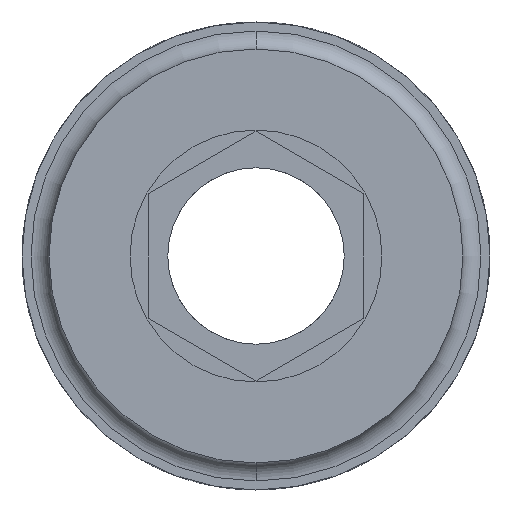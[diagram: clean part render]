
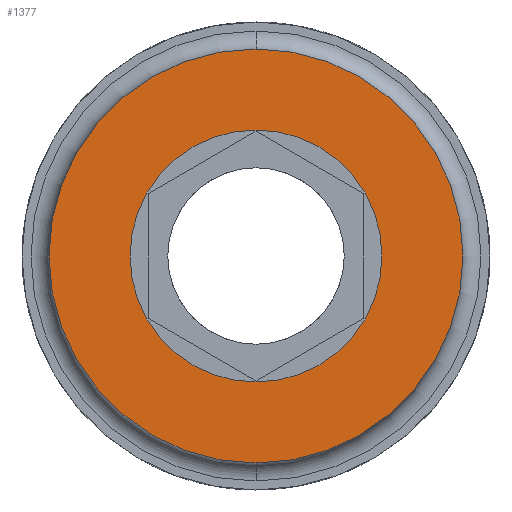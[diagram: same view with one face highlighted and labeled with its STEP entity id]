
A CAD part, front view. The second image highlights one B-rep face of the part: STEP entity #1377.
In plain terms, the highlighted planar face has unit normal (0, -1, 0).
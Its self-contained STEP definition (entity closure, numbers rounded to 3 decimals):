
#93 = EDGE_LOOP ( 'NONE', ( #927, #1122 ) ) ;
#96 = EDGE_LOOP ( 'NONE', ( #1294, #305 ) ) ;
#116 = AXIS2_PLACEMENT_3D ( 'NONE', #747, #741, #623 ) ;
#136 = DIRECTION ( 'NONE',  ( 0., -1., 0. ) ) ;
#174 = CARTESIAN_POINT ( 'NONE',  ( 0., 0., 0. ) ) ;
#305 = ORIENTED_EDGE ( 'NONE', *, *, #1295, .F. ) ;
#388 = AXIS2_PLACEMENT_3D ( 'NONE', #477, #473, #464 ) ;
#400 = CARTESIAN_POINT ( 'NONE',  ( 0., 0., -3.5 ) ) ;
#437 = EDGE_CURVE ( 'NONE', #1497, #1448, #751, .T. ) ;
#464 = DIRECTION ( 'NONE',  ( 0., 0., -1. ) ) ;
#473 = DIRECTION ( 'NONE',  ( 0., -1., 0. ) ) ;
#475 = DIRECTION ( 'NONE',  ( 0., -1., 0. ) ) ;
#477 = CARTESIAN_POINT ( 'NONE',  ( 0., 0., 0. ) ) ;
#482 = DIRECTION ( 'NONE',  ( 0., 0., -1. ) ) ;
#514 = DIRECTION ( 'NONE',  ( 0., 0., -1. ) ) ;
#524 = EDGE_CURVE ( 'NONE', #1399, #1379, #627, .T. ) ;
#597 = PLANE ( 'NONE',  #116 ) ;
#599 = CARTESIAN_POINT ( 'NONE',  ( 0., 0., 0. ) ) ;
#608 = CIRCLE ( 'NONE', #783, 3.5 ) ;
#623 = DIRECTION ( 'NONE',  ( 0., 0., 1. ) ) ;
#627 = CIRCLE ( 'NONE', #1403, 3.5 ) ;
#741 = DIRECTION ( 'NONE',  ( 0., 1., 0. ) ) ;
#747 = CARTESIAN_POINT ( 'NONE',  ( 0., 0., 0. ) ) ;
#751 = CIRCLE ( 'NONE', #831, 5.75 ) ;
#783 = AXIS2_PLACEMENT_3D ( 'NONE', #174, #136, #514 ) ;
#802 = FACE_BOUND ( 'NONE', #96, .T. ) ;
#831 = AXIS2_PLACEMENT_3D ( 'NONE', #599, #475, #482 ) ;
#858 = DIRECTION ( 'NONE',  ( 0., 0., -1. ) ) ;
#863 = DIRECTION ( 'NONE',  ( 0., -1., 0. ) ) ;
#871 = CARTESIAN_POINT ( 'NONE',  ( 0., 0., 0. ) ) ;
#927 = ORIENTED_EDGE ( 'NONE', *, *, #957, .T. ) ;
#957 = EDGE_CURVE ( 'NONE', #1448, #1497, #1477, .T. ) ;
#1122 = ORIENTED_EDGE ( 'NONE', *, *, #437, .T. ) ;
#1140 = FACE_OUTER_BOUND ( 'NONE', #93, .T. ) ;
#1294 = ORIENTED_EDGE ( 'NONE', *, *, #524, .F. ) ;
#1295 = EDGE_CURVE ( 'NONE', #1379, #1399, #608, .T. ) ;
#1377 = ADVANCED_FACE ( 'NONE', ( #802, #1140 ), #597, .F. ) ;
#1379 = VERTEX_POINT ( 'NONE', #1492 ) ;
#1399 = VERTEX_POINT ( 'NONE', #400 ) ;
#1403 = AXIS2_PLACEMENT_3D ( 'NONE', #871, #863, #858 ) ;
#1427 = CARTESIAN_POINT ( 'NONE',  ( 0., 0., -5.75 ) ) ;
#1448 = VERTEX_POINT ( 'NONE', #1427 ) ;
#1477 = CIRCLE ( 'NONE', #388, 5.75 ) ;
#1492 = CARTESIAN_POINT ( 'NONE',  ( 0., 0., 3.5 ) ) ;
#1497 = VERTEX_POINT ( 'NONE', #1503 ) ;
#1503 = CARTESIAN_POINT ( 'NONE',  ( 0., 0., 5.75 ) ) ;
